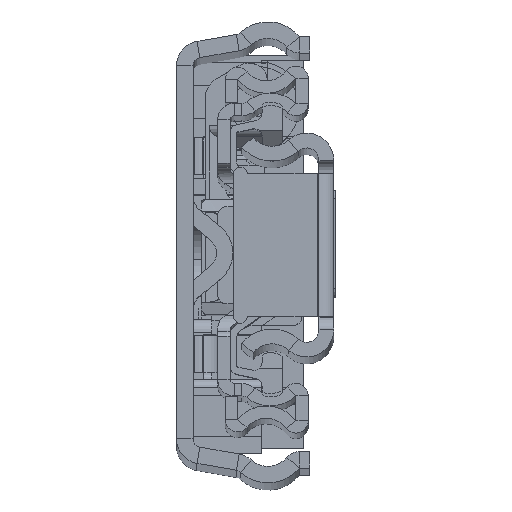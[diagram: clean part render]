
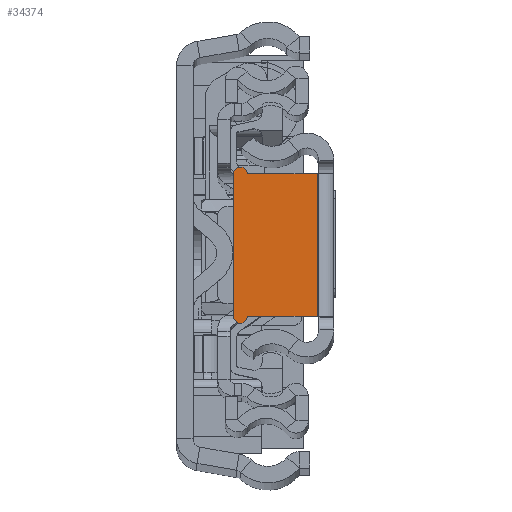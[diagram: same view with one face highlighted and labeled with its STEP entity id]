
A CAD part, top view. The second image highlights one B-rep face of the part: STEP entity #34374.
In plain terms, the highlighted planar face has unit normal (0, 0, 1).
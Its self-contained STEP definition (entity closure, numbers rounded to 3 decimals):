
#674 = CIRCLE ( 'NONE', #7576, 0.85 ) ;
#867 = VERTEX_POINT ( 'NONE', #19483 ) ;
#1703 = ORIENTED_EDGE ( 'NONE', *, *, #30148, .T. ) ;
#4323 = LINE ( 'NONE', #22735, #46120 ) ;
#4374 = CARTESIAN_POINT ( 'NONE',  ( -12.2, 8.65, 0. ) ) ;
#4427 = VERTEX_POINT ( 'NONE', #41674 ) ;
#5308 = DIRECTION ( 'NONE',  ( -1., 0., 0. ) ) ;
#5675 = FACE_OUTER_BOUND ( 'NONE', #47050, .T. ) ;
#6464 = DIRECTION ( 'NONE',  ( 1., 0., 0. ) ) ;
#7576 = AXIS2_PLACEMENT_3D ( 'NONE', #37828, #33758, #12230 ) ;
#8348 = EDGE_CURVE ( 'NONE', #4427, #40283, #674, .T. ) ;
#8921 = ORIENTED_EDGE ( 'NONE', *, *, #43571, .F. ) ;
#8991 = VECTOR ( 'NONE', #42427, 1000. ) ;
#9590 = AXIS2_PLACEMENT_3D ( 'NONE', #37988, #12159, #45424 ) ;
#9868 = LINE ( 'NONE', #27826, #8991 ) ;
#10001 = DIRECTION ( 'NONE',  ( 0., 0., 1. ) ) ;
#12159 = DIRECTION ( 'NONE',  ( 0., 0., 1. ) ) ;
#12230 = DIRECTION ( 'NONE',  ( 1., 0., 0. ) ) ;
#12457 = ORIENTED_EDGE ( 'NONE', *, *, #8348, .T. ) ;
#12715 = VECTOR ( 'NONE', #6464, 1000. ) ;
#12728 = CARTESIAN_POINT ( 'NONE',  ( -12.2, -8.65, 0. ) ) ;
#14721 = VERTEX_POINT ( 'NONE', #32989 ) ;
#17285 = CARTESIAN_POINT ( 'NONE',  ( -2., -8.65, 0. ) ) ;
#19339 = PLANE ( 'NONE',  #9590 ) ;
#19483 = CARTESIAN_POINT ( 'NONE',  ( -2., 8.65, 0. ) ) ;
#20750 = ORIENTED_EDGE ( 'NONE', *, *, #45087, .T. ) ;
#22735 = CARTESIAN_POINT ( 'NONE',  ( -12.2, 8.65, 0. ) ) ;
#24434 = CARTESIAN_POINT ( 'NONE',  ( -10.5, -8.65, 0. ) ) ;
#24596 = DIRECTION ( 'NONE',  ( -1., 0., 0. ) ) ;
#27799 = LINE ( 'NONE', #12728, #30772 ) ;
#27826 = CARTESIAN_POINT ( 'NONE',  ( -2., 0., 0. ) ) ;
#28466 = CIRCLE ( 'NONE', #30734, 0.85 ) ;
#28532 = VERTEX_POINT ( 'NONE', #17285 ) ;
#30148 = EDGE_CURVE ( 'NONE', #14721, #31803, #28466, .T. ) ;
#30152 = DIRECTION ( 'NONE',  ( 0., 1., 0. ) ) ;
#30734 = AXIS2_PLACEMENT_3D ( 'NONE', #34629, #10001, #24596 ) ;
#30772 = VECTOR ( 'NONE', #5308, 1000. ) ;
#31803 = VERTEX_POINT ( 'NONE', #24434 ) ;
#32989 = CARTESIAN_POINT ( 'NONE',  ( -12.2, -8.65, 0. ) ) ;
#33758 = DIRECTION ( 'NONE',  ( 0., 0., 1. ) ) ;
#34374 = ADVANCED_FACE ( 'NONE', ( #5675 ), #19339, .T. ) ;
#34629 = CARTESIAN_POINT ( 'NONE',  ( -11.35, -8.65, 0. ) ) ;
#35899 = ORIENTED_EDGE ( 'NONE', *, *, #37348, .F. ) ;
#37348 = EDGE_CURVE ( 'NONE', #28532, #31803, #27799, .T. ) ;
#37588 = EDGE_CURVE ( 'NONE', #14721, #40283, #4323, .T. ) ;
#37828 = CARTESIAN_POINT ( 'NONE',  ( -11.35, 8.65, 0. ) ) ;
#37988 = CARTESIAN_POINT ( 'NONE',  ( 0., 0., 0. ) ) ;
#39237 = CARTESIAN_POINT ( 'NONE',  ( -1.8, 8.65, 0. ) ) ;
#40283 = VERTEX_POINT ( 'NONE', #4374 ) ;
#41674 = CARTESIAN_POINT ( 'NONE',  ( -10.5, 8.65, 0. ) ) ;
#42427 = DIRECTION ( 'NONE',  ( 0., 1., 0. ) ) ;
#42607 = LINE ( 'NONE', #39237, #12715 ) ;
#43571 = EDGE_CURVE ( 'NONE', #4427, #867, #42607, .T. ) ;
#43664 = ORIENTED_EDGE ( 'NONE', *, *, #37588, .F. ) ;
#45087 = EDGE_CURVE ( 'NONE', #28532, #867, #9868, .T. ) ;
#45424 = DIRECTION ( 'NONE',  ( 1., 0., 0. ) ) ;
#46120 = VECTOR ( 'NONE', #30152, 1000. ) ;
#47050 = EDGE_LOOP ( 'NONE', ( #43664, #1703, #35899, #20750, #8921, #12457 ) ) ;
